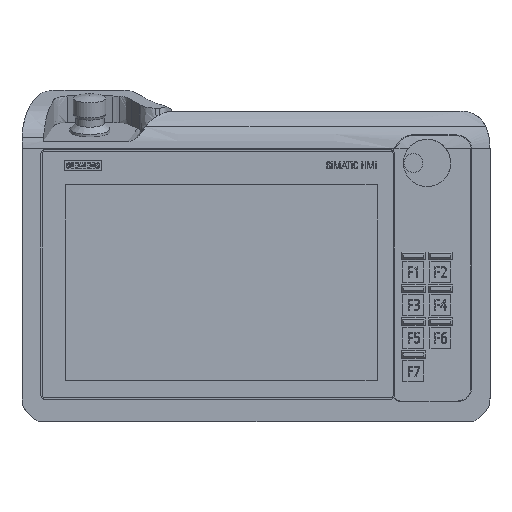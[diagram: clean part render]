
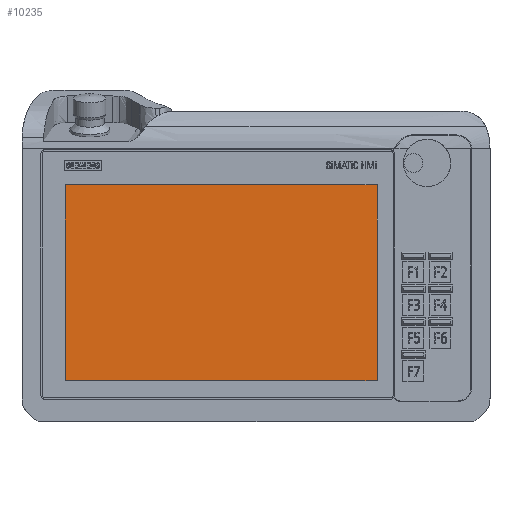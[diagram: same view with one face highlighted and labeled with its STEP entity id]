
A CAD part, top view. The second image highlights one B-rep face of the part: STEP entity #10235.
In plain terms, the highlighted planar face has unit normal (0, 0, 1).
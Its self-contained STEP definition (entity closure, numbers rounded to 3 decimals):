
#8918=FACE_OUTER_BOUND('',#12946,.T.);
#10235=ADVANCED_FACE('',(#8918),#11467,.T.);
#11467=PLANE('',#31706);
#12946=EDGE_LOOP('',(#15924,#15925,#15926,#15927));
#15924=ORIENTED_EDGE('',*,*,#24292,.F.);
#15925=ORIENTED_EDGE('',*,*,#24295,.F.);
#15926=ORIENTED_EDGE('',*,*,#24297,.F.);
#15927=ORIENTED_EDGE('',*,*,#24298,.F.);
#21707=VERTEX_POINT('',#44418);
#21708=VERTEX_POINT('',#44420);
#21709=VERTEX_POINT('',#44424);
#21710=VERTEX_POINT('',#44428);
#24292=EDGE_CURVE('',#21707,#21708,#27236,.T.);
#24295=EDGE_CURVE('',#21709,#21707,#27239,.T.);
#24297=EDGE_CURVE('',#21710,#21709,#27241,.T.);
#24298=EDGE_CURVE('',#21708,#21710,#27242,.T.);
#27236=LINE('',#44419,#28993);
#27239=LINE('',#44425,#28996);
#27241=LINE('',#44429,#28998);
#27242=LINE('',#44431,#28999);
#28993=VECTOR('',#33825,1.);
#28996=VECTOR('',#33830,1.);
#28998=VECTOR('',#33834,1.);
#28999=VECTOR('',#33837,1.);
#31706=AXIS2_PLACEMENT_3D('',#44433,#33840,#33841);
#33825=DIRECTION('',(0.,1.,0.));
#33830=DIRECTION('',(-1.,0.,0.));
#33834=DIRECTION('',(0.,-1.,0.));
#33837=DIRECTION('',(1.,0.,0.));
#33840=DIRECTION('',(0.,0.,1.));
#33841=DIRECTION('',(1.,0.,0.));
#44418=CARTESIAN_POINT('',(30.193,28.533,17.95));
#44419=CARTESIAN_POINT('',(30.193,165.533,17.95));
#44420=CARTESIAN_POINT('',(30.193,165.533,17.95));
#44424=CARTESIAN_POINT('',(248.193,28.533,17.95));
#44425=CARTESIAN_POINT('',(30.193,28.533,17.95));
#44428=CARTESIAN_POINT('',(248.193,165.533,17.95));
#44429=CARTESIAN_POINT('',(248.193,28.533,17.95));
#44431=CARTESIAN_POINT('',(248.193,165.533,17.95));
#44433=CARTESIAN_POINT('',(0.,0.,17.95));
